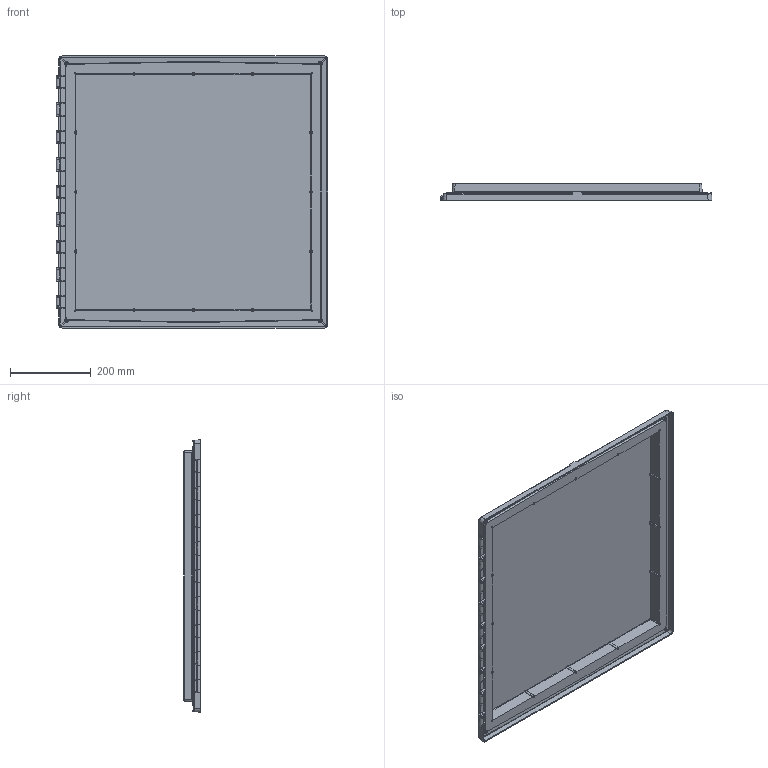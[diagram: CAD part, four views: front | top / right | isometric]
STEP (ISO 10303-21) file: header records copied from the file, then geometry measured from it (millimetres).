
FILE_DESCRIPTION((''),'2;1');
FILE_NAME('FIBOX_ARCA2424_C','2014-09-22T',('fxhongdongluo'),(''),'PRO/ENGINEER BY PARAMETRIC TECHNOLOGY CORPORATION, 2010040','PRO/ENGINEER BY PARAMETRIC TECHNOLOGY CORPORATION, 2010040','');
FILE_SCHEMA(('CONFIG_CONTROL_DESIGN'));
Length unit declared in the file: millimetre
Products named in the file (1): FIBOX_ARCA2424_C
Bounding box: 672.52 x 42 x 673.56 mm (x, y, z)
Volume: 3143518.9 mm3; surface area: 1117894.3 mm2
Topology: 1 solids, 1 shells, 911 faces, 2503 edges, 1585 vertices
Faces by surface type: plane 398, cylinder 257, bspline 146, cone 64, sphere 31, torus 15
Entity records: 36286 total; most frequent: CARTESIAN_POINT 14563, ORIENTED_EDGE 4990, DIRECTION 3896, EDGE_CURVE 2495, VERTEX_POINT 1585, VECTOR 1360, LINE 1360, AXIS2_PLACEMENT_3D 1268
